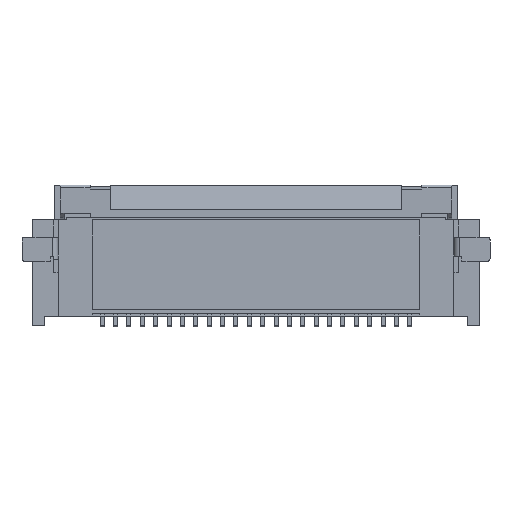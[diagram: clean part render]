
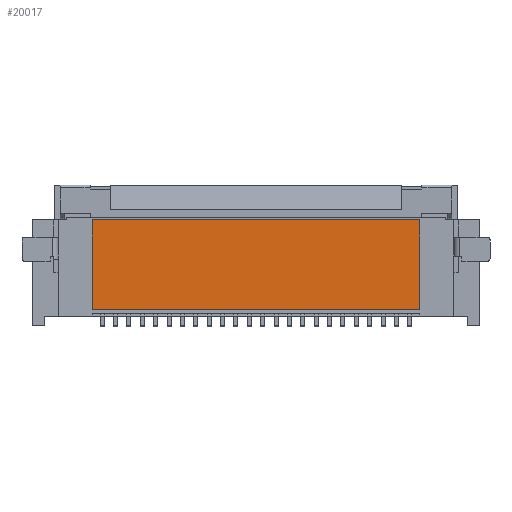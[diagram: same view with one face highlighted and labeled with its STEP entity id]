
A CAD part, front view. The second image highlights one B-rep face of the part: STEP entity #20017.
In plain terms, the highlighted planar face has unit normal (0, -1, 0).
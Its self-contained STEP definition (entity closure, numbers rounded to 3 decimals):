
#245=DIRECTION('',(0.,0.,-1.));
#246=VECTOR('',#245,3.35);
#247=CARTESIAN_POINT('',(-6.115,0.,2.7));
#248=LINE('',#247,#246);
#249=DIRECTION('',(1.,0.,0.));
#250=VECTOR('',#249,12.23);
#251=CARTESIAN_POINT('',(-6.115,0.,2.7));
#252=LINE('',#251,#250);
#253=DIRECTION('',(0.,0.,-1.));
#254=VECTOR('',#253,3.35);
#255=CARTESIAN_POINT('',(6.115,0.,2.7));
#256=LINE('',#255,#254);
#305=DIRECTION('',(1.,0.,0.));
#306=VECTOR('',#305,12.23);
#307=CARTESIAN_POINT('',(-6.115,0.,-0.65));
#308=LINE('',#307,#306);
#15073=CARTESIAN_POINT('',(-6.115,0.,2.7));
#15074=CARTESIAN_POINT('',(-6.115,0.,-0.65));
#15075=VERTEX_POINT('',#15073);
#15076=VERTEX_POINT('',#15074);
#15077=CARTESIAN_POINT('',(6.115,0.,2.7));
#15078=CARTESIAN_POINT('',(6.115,0.,-0.65));
#15079=VERTEX_POINT('',#15077);
#15080=VERTEX_POINT('',#15078);
#20004=CARTESIAN_POINT('',(-8.35,0.,2.7));
#20005=DIRECTION('',(0.,-1.,0.));
#20006=DIRECTION('',(0.,0.,-1.));
#20007=AXIS2_PLACEMENT_3D('',#20004,#20005,#20006);
#20008=PLANE('',#20007);
#20009=ORIENTED_EDGE('',*,*,#19994,.F.);
#20010=ORIENTED_EDGE('',*,*,#19920,.T.);
#20012=ORIENTED_EDGE('',*,*,#20011,.T.);
#20014=ORIENTED_EDGE('',*,*,#20013,.F.);
#20015=EDGE_LOOP('',(#20009,#20010,#20012,#20014));
#20016=FACE_OUTER_BOUND('',#20015,.F.);
#20017=ADVANCED_FACE('',(#20016),#20008,.T.);
#19920=EDGE_CURVE('',#15075,#15079,#252,.T.);
#19994=EDGE_CURVE('',#15075,#15076,#248,.T.);
#20011=EDGE_CURVE('',#15079,#15080,#256,.T.);
#20013=EDGE_CURVE('',#15076,#15080,#308,.T.);
